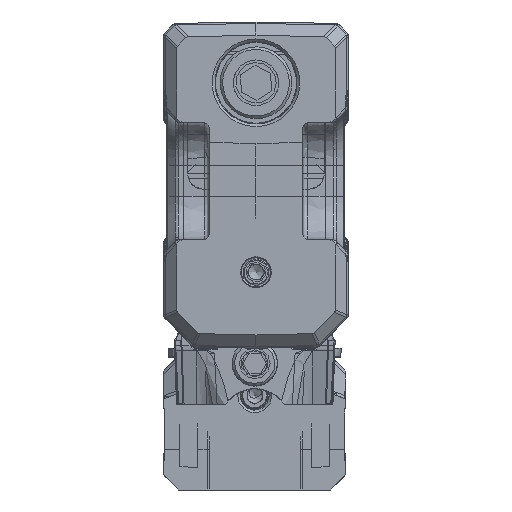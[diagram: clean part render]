
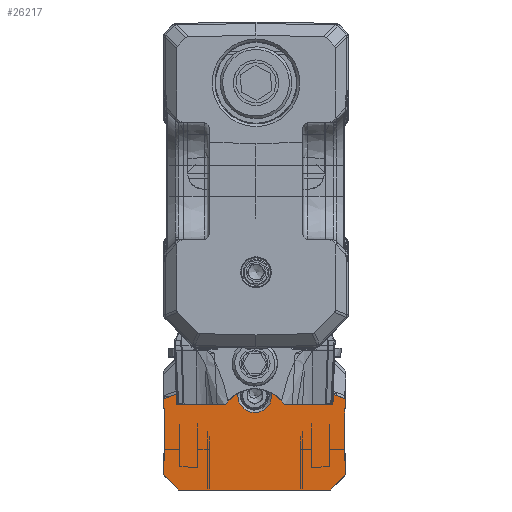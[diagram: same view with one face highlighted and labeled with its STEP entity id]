
A CAD part, front view. The second image highlights one B-rep face of the part: STEP entity #26217.
In plain terms, the highlighted planar face has unit normal (0, -1, 0).
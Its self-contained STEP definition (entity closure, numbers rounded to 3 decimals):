
#21423=FACE_BOUND('',#40776,.T.);
#21424=FACE_BOUND('',#40777,.T.);
#26217=ADVANCED_FACE('',(#21423,#21424),#29459,.F.);
#29459=PLANE('',#122093);
#40776=EDGE_LOOP('',(#64164,#64165,#64166,#64167,#64168,#64169,#64170,#64171,
#64172,#64173,#64174,#64175,#64176,#64177,#64178,#64179,#64180,#64181,#64182,
#64183,#64184,#64185));
#40777=EDGE_LOOP('',(#64186));
#64164=ORIENTED_EDGE('',*,*,#90299,.T.);
#64165=ORIENTED_EDGE('',*,*,#87394,.T.);
#64166=ORIENTED_EDGE('',*,*,#87395,.F.);
#64167=ORIENTED_EDGE('',*,*,#87413,.T.);
#64168=ORIENTED_EDGE('',*,*,#90298,.T.);
#64169=ORIENTED_EDGE('',*,*,#90047,.T.);
#64170=ORIENTED_EDGE('',*,*,#87981,.F.);
#64171=ORIENTED_EDGE('',*,*,#90114,.T.);
#64172=ORIENTED_EDGE('',*,*,#90286,.T.);
#64173=ORIENTED_EDGE('',*,*,#87468,.T.);
#64174=ORIENTED_EDGE('',*,*,#87454,.T.);
#64175=ORIENTED_EDGE('',*,*,#87443,.T.);
#64176=ORIENTED_EDGE('',*,*,#87968,.T.);
#64177=ORIENTED_EDGE('',*,*,#90117,.F.);
#64178=ORIENTED_EDGE('',*,*,#89765,.F.);
#64179=ORIENTED_EDGE('',*,*,#89767,.F.);
#64180=ORIENTED_EDGE('',*,*,#90176,.F.);
#64181=ORIENTED_EDGE('',*,*,#87919,.T.);
#64182=ORIENTED_EDGE('',*,*,#90178,.T.);
#64183=ORIENTED_EDGE('',*,*,#90072,.T.);
#64184=ORIENTED_EDGE('',*,*,#90071,.T.);
#64185=ORIENTED_EDGE('',*,*,#89752,.T.);
#64186=ORIENTED_EDGE('',*,*,#87695,.T.);
#75490=VERTEX_POINT('',#191311);
#75491=VERTEX_POINT('',#191313);
#75492=VERTEX_POINT('',#191317);
#75507=VERTEX_POINT('',#191351);
#75528=VERTEX_POINT('',#191408);
#75531=VERTEX_POINT('',#191413);
#75541=VERTEX_POINT('',#191437);
#75550=VERTEX_POINT('',#191461);
#75736=VERTEX_POINT('',#192025);
#75914=VERTEX_POINT('',#192532);
#75915=VERTEX_POINT('',#192534);
#75961=VERTEX_POINT('',#192693);
#75970=VERTEX_POINT('',#192717);
#75971=VERTEX_POINT('',#192719);
#77096=VERTEX_POINT('',#204381);
#77097=VERTEX_POINT('',#204383);
#77103=VERTEX_POINT('',#204404);
#77104=VERTEX_POINT('',#204406);
#77105=VERTEX_POINT('',#204410);
#77223=VERTEX_POINT('',#206090);
#77234=VERTEX_POINT('',#206173);
#77235=VERTEX_POINT('',#206177);
#77249=VERTEX_POINT('',#206332);
#87394=EDGE_CURVE('',#75490,#75491,#98368,.T.);
#87395=EDGE_CURVE('',#75492,#75491,#98369,.T.);
#87413=EDGE_CURVE('',#75492,#75507,#98382,.T.);
#87443=EDGE_CURVE('',#75528,#75531,#98403,.T.);
#87454=EDGE_CURVE('',#75541,#75528,#98409,.T.);
#87468=EDGE_CURVE('',#75550,#75541,#98420,.T.);
#87695=EDGE_CURVE('',#75736,#75736,#111698,.T.);
#87919=EDGE_CURVE('',#75915,#75914,#98632,.T.);
#87968=EDGE_CURVE('',#75531,#75961,#98651,.T.);
#87981=EDGE_CURVE('',#75970,#75971,#98661,.T.);
#89752=EDGE_CURVE('',#77097,#77096,#99289,.T.);
#89765=EDGE_CURVE('',#77104,#77103,#112258,.T.);
#89767=EDGE_CURVE('',#77105,#77104,#99302,.T.);
#90047=EDGE_CURVE('',#77223,#75971,#99450,.T.);
#90071=EDGE_CURVE('',#77234,#77097,#112292,.T.);
#90072=EDGE_CURVE('',#77235,#77234,#99466,.T.);
#90114=EDGE_CURVE('',#75970,#77249,#99500,.T.);
#90117=EDGE_CURVE('',#77103,#75961,#99503,.T.);
#90176=EDGE_CURVE('',#75915,#77105,#112308,.T.);
#90178=EDGE_CURVE('',#75914,#77235,#112309,.T.);
#90286=EDGE_CURVE('',#77249,#75550,#99601,.T.);
#90298=EDGE_CURVE('',#75507,#77223,#99613,.T.);
#90299=EDGE_CURVE('',#77096,#75490,#99614,.T.);
#98368=LINE('',#191314,#106728);
#98369=LINE('',#191316,#106729);
#98382=LINE('',#191352,#106742);
#98403=LINE('',#191414,#106763);
#98409=LINE('',#191436,#106769);
#98420=LINE('',#191464,#106780);
#98632=LINE('',#192533,#106992);
#98651=LINE('',#192694,#107011);
#98661=LINE('',#192718,#107021);
#99289=LINE('',#204382,#107722);
#99302=LINE('',#204411,#107735);
#99450=LINE('',#206092,#107883);
#99466=LINE('',#206176,#107899);
#99500=LINE('',#206333,#107933);
#99503=LINE('',#206339,#107936);
#99601=LINE('',#207006,#108034);
#99613=LINE('',#207036,#108046);
#99614=LINE('',#207039,#108047);
#106728=VECTOR('',#138420,1.);
#106729=VECTOR('',#138423,1.);
#106742=VECTOR('',#138450,1.);
#106763=VECTOR('',#138505,1.);
#106769=VECTOR('',#138525,1.);
#106780=VECTOR('',#138548,1.);
#106992=VECTOR('',#139490,1.);
#107011=VECTOR('',#139551,1.);
#107021=VECTOR('',#139571,1.);
#107722=VECTOR('',#142306,1.);
#107735=VECTOR('',#142333,1.);
#107883=VECTOR('',#142849,1.);
#107899=VECTOR('',#142931,1.);
#107933=VECTOR('',#143021,1.);
#107936=VECTOR('',#143028,1.);
#108034=VECTOR('',#143452,1.);
#108046=VECTOR('',#143500,1.);
#108047=VECTOR('',#143505,1.);
#111698=CIRCLE('',#120435,1.7);
#112258=CIRCLE('',#121660,0.8);
#112292=CIRCLE('',#121877,0.8);
#112308=CIRCLE('',#121969,0.8);
#112309=CIRCLE('',#121973,0.8);
#120435=AXIS2_PLACEMENT_3D('',#192024,#139025,#139026);
#121660=AXIS2_PLACEMENT_3D('',#204407,#142328,#142329);
#121877=AXIS2_PLACEMENT_3D('',#206174,#142927,#142928);
#121969=AXIS2_PLACEMENT_3D('',#206656,#143172,#143173);
#121973=AXIS2_PLACEMENT_3D('',#206661,#143181,#143182);
#122093=AXIS2_PLACEMENT_3D('',#207041,#143508,#143509);
#138420=DIRECTION('',(1.,0.,0.));
#138423=DIRECTION('',(0.,0.,1.));
#138450=DIRECTION('',(-1.,0.,0.));
#138505=DIRECTION('',(1.,0.,0.));
#138525=DIRECTION('',(0.,0.,1.));
#138548=DIRECTION('',(-1.,0.,0.));
#139025=DIRECTION('',(0.,1.,0.));
#139026=DIRECTION('',(-1.,0.,0.));
#139490=DIRECTION('',(-1.,0.,0.));
#139551=DIRECTION('',(0.,0.,1.));
#139571=DIRECTION('',(-1.,0.,0.));
#142306=DIRECTION('',(-0.94,0.,-0.342));
#142328=DIRECTION('',(0.,-1.,0.));
#142329=DIRECTION('',(-1.,0.,0.));
#142333=DIRECTION('',(-0.5,0.,-0.866));
#142849=DIRECTION('',(0.707,0.,-0.707));
#142927=DIRECTION('',(0.,1.,0.));
#142928=DIRECTION('',(-1.,0.,0.));
#142931=DIRECTION('',(0.5,0.,-0.866));
#143021=DIRECTION('',(0.707,0.,0.707));
#143028=DIRECTION('',(0.94,0.,-0.342));
#143172=DIRECTION('',(0.,1.,0.));
#143173=DIRECTION('',(-1.,0.,0.));
#143181=DIRECTION('',(0.,-1.,0.));
#143182=DIRECTION('',(-1.,0.,0.));
#143452=DIRECTION('',(0.,0.,1.));
#143500=DIRECTION('',(0.,0.,-1.));
#143505=DIRECTION('',(0.,0.,-1.));
#143508=DIRECTION('',(0.,1.,0.));
#143509=DIRECTION('',(0.,0.,1.));
#191311=CARTESIAN_POINT('',(-9.,1012.5,-38.2));
#191313=CARTESIAN_POINT('',(-8.885,1012.5,-38.2));
#191314=CARTESIAN_POINT('',(0.,1012.5,-38.2));
#191316=CARTESIAN_POINT('',(-8.885,1012.5,-46.2));
#191317=CARTESIAN_POINT('',(-8.885,1012.5,-43.285));
#191351=CARTESIAN_POINT('',(-9.,1012.5,-43.285));
#191352=CARTESIAN_POINT('',(0.,1012.5,-43.285));
#191408=CARTESIAN_POINT('',(8.885,1012.5,-38.2));
#191413=CARTESIAN_POINT('',(9.,1012.5,-38.2));
#191414=CARTESIAN_POINT('',(0.,1012.5,-38.2));
#191436=CARTESIAN_POINT('',(8.885,1012.5,-46.2));
#191437=CARTESIAN_POINT('',(8.885,1012.5,-43.285));
#191461=CARTESIAN_POINT('',(9.,1012.5,-43.285));
#191464=CARTESIAN_POINT('',(0.,1012.5,-43.285));
#192024=CARTESIAN_POINT('',(0.,1012.5,-36.874));
#192025=CARTESIAN_POINT('',(-1.7,1012.5,-36.874));
#192532=CARTESIAN_POINT('',(-5.922,1012.5,-33.2));
#192533=CARTESIAN_POINT('',(0.,1012.5,-33.2));
#192534=CARTESIAN_POINT('',(5.922,1012.5,-33.2));
#192693=CARTESIAN_POINT('',(9.,1012.5,-37.2));
#192694=CARTESIAN_POINT('',(9.,1012.5,-46.2));
#192717=CARTESIAN_POINT('',(7.5,1012.5,-46.2));
#192718=CARTESIAN_POINT('',(0.,1012.5,-46.2));
#192719=CARTESIAN_POINT('',(-7.5,1012.5,-46.2));
#204381=CARTESIAN_POINT('',(-9.,1012.5,-37.2));
#204382=CARTESIAN_POINT('',(-3.945,1012.5,-35.36));
#204383=CARTESIAN_POINT('',(-5.922,1012.5,-36.08));
#204404=CARTESIAN_POINT('',(5.922,1012.5,-36.08));
#204406=CARTESIAN_POINT('',(5.502,1012.5,-34.928));
#204407=CARTESIAN_POINT('',(6.195,1012.5,-35.328));
#204410=CARTESIAN_POINT('',(5.985,1012.5,-34.092));
#204411=CARTESIAN_POINT('',(-0.754,1012.5,-45.765));
#206090=CARTESIAN_POINT('',(-9.,1012.5,-44.7));
#206092=CARTESIAN_POINT('',(-3.75,1012.5,-49.95));
#206173=CARTESIAN_POINT('',(-5.502,1012.5,-34.928));
#206174=CARTESIAN_POINT('',(-6.195,1012.5,-35.328));
#206176=CARTESIAN_POINT('',(0.754,1012.5,-45.765));
#206177=CARTESIAN_POINT('',(-5.985,1012.5,-34.092));
#206332=CARTESIAN_POINT('',(9.,1012.5,-44.7));
#206333=CARTESIAN_POINT('',(3.75,1012.5,-49.95));
#206339=CARTESIAN_POINT('',(3.945,1012.5,-35.36));
#206656=CARTESIAN_POINT('',(5.292,1012.5,-33.692));
#206661=CARTESIAN_POINT('',(-5.292,1012.5,-33.692));
#207006=CARTESIAN_POINT('',(9.,1012.5,-46.2));
#207036=CARTESIAN_POINT('',(-9.,1012.5,-46.2));
#207039=CARTESIAN_POINT('',(-9.,1012.5,-46.2));
#207041=CARTESIAN_POINT('',(0.,1012.5,-46.2));
